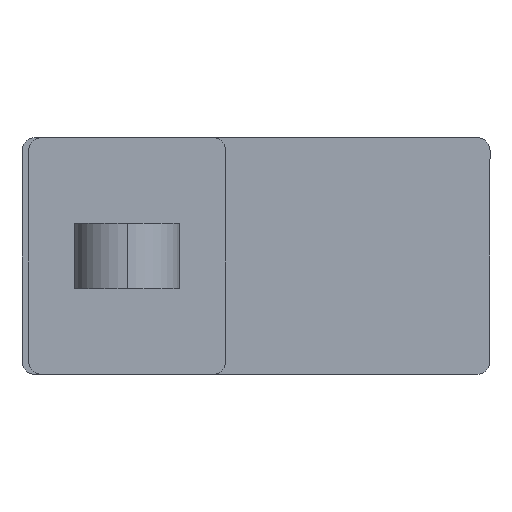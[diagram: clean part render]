
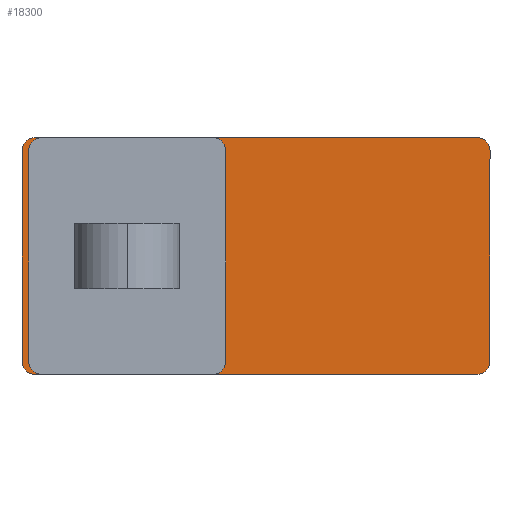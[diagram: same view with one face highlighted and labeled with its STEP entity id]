
A CAD part, front view. The second image highlights one B-rep face of the part: STEP entity #18300.
In plain terms, the highlighted planar face has unit normal (0, -1, 0).
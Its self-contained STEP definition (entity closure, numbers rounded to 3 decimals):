
#444 = AXIS2_PLACEMENT_3D ( 'NONE', #2896, #31102, #59064 ) ;
#621 = AXIS2_PLACEMENT_3D ( 'NONE', #66505, #67218, #27642 ) ;
#2200 = LINE ( 'NONE', #35483, #54777 ) ;
#2896 = CARTESIAN_POINT ( 'NONE',  ( 40., -100., -35. ) ) ;
#6476 = VERTEX_POINT ( 'NONE', #32543 ) ;
#7385 = LINE ( 'NONE', #29441, #35316 ) ;
#8813 = CARTESIAN_POINT ( 'NONE',  ( 40., -100., -40.003 ) ) ;
#9191 = CARTESIAN_POINT ( 'NONE',  ( -40., -100., 138.003 ) ) ;
#10839 = VECTOR ( 'NONE', #59702, 1000. ) ;
#11088 = CARTESIAN_POINT ( 'NONE',  ( 45.003, -100., -35. ) ) ;
#11606 = DIRECTION ( 'NONE',  ( 0., 0., -1. ) ) ;
#11922 = CIRCLE ( 'NONE', #444, 5.003 ) ;
#12063 = EDGE_CURVE ( 'NONE', #68359, #50699, #7385, .T. ) ;
#12187 = AXIS2_PLACEMENT_3D ( 'NONE', #50041, #42899, #28550 ) ;
#12690 = CARTESIAN_POINT ( 'NONE',  ( -45.003, -100., -35. ) ) ;
#12697 = ORIENTED_EDGE ( 'NONE', *, *, #34409, .T. ) ;
#14466 = CIRCLE ( 'NONE', #12187, 5.003 ) ;
#18300 = ADVANCED_FACE ( 'NONE', ( #38101 ), #43193, .T. ) ;
#21134 = EDGE_CURVE ( 'NONE', #6476, #32282, #37195, .T. ) ;
#22542 = EDGE_CURVE ( 'NONE', #50699, #6476, #14466, .T. ) ;
#23395 = ORIENTED_EDGE ( 'NONE', *, *, #21134, .T. ) ;
#24028 = DIRECTION ( 'NONE',  ( 0., 0., 1. ) ) ;
#24911 = VERTEX_POINT ( 'NONE', #60762 ) ;
#25430 = ORIENTED_EDGE ( 'NONE', *, *, #34282, .T. ) ;
#27642 = DIRECTION ( 'NONE',  ( 0., 0., -1. ) ) ;
#28550 = DIRECTION ( 'NONE',  ( 0., 0., -1. ) ) ;
#29441 = CARTESIAN_POINT ( 'NONE',  ( 45.003, -100., -35. ) ) ;
#30015 = DIRECTION ( 'NONE',  ( 0., 0., -1. ) ) ;
#30547 = VERTEX_POINT ( 'NONE', #12690 ) ;
#31102 = DIRECTION ( 'NONE',  ( 0., -1., 0. ) ) ;
#32282 = VERTEX_POINT ( 'NONE', #9191 ) ;
#32543 = CARTESIAN_POINT ( 'NONE',  ( 40., -100., 138.003 ) ) ;
#34059 = CIRCLE ( 'NONE', #621, 5.003 ) ;
#34282 = EDGE_CURVE ( 'NONE', #71223, #30547, #2200, .T. ) ;
#34409 = EDGE_CURVE ( 'NONE', #58194, #68359, #11922, .T. ) ;
#35316 = VECTOR ( 'NONE', #24028, 1000. ) ;
#35483 = CARTESIAN_POINT ( 'NONE',  ( -45.003, -100., 133. ) ) ;
#37195 = LINE ( 'NONE', #64798, #10839 ) ;
#37862 = EDGE_CURVE ( 'NONE', #30547, #24911, #61587, .T. ) ;
#38101 = FACE_OUTER_BOUND ( 'NONE', #46276, .T. ) ;
#39489 = CARTESIAN_POINT ( 'NONE',  ( -40., -100., -35. ) ) ;
#42025 = EDGE_CURVE ( 'NONE', #32282, #71223, #34059, .T. ) ;
#42899 = DIRECTION ( 'NONE',  ( 0., -1., 0. ) ) ;
#43193 = PLANE ( 'NONE',  #56745 ) ;
#44469 = ORIENTED_EDGE ( 'NONE', *, *, #42025, .T. ) ;
#45300 = DIRECTION ( 'NONE',  ( 0., -1., 0. ) ) ;
#46276 = EDGE_LOOP ( 'NONE', ( #12697, #54081, #63224, #23395, #44469, #25430, #56964, #70678 ) ) ;
#46580 = AXIS2_PLACEMENT_3D ( 'NONE', #39489, #45300, #11606 ) ;
#47657 = CARTESIAN_POINT ( 'NONE',  ( -40., -100., -40.003 ) ) ;
#49009 = DIRECTION ( 'NONE',  ( 0., -1., 0. ) ) ;
#50041 = CARTESIAN_POINT ( 'NONE',  ( 40., -100., 133. ) ) ;
#50384 = CARTESIAN_POINT ( 'NONE',  ( -45.003, -100., 133. ) ) ;
#50699 = VERTEX_POINT ( 'NONE', #64231 ) ;
#53444 = LINE ( 'NONE', #47657, #66278 ) ;
#54081 = ORIENTED_EDGE ( 'NONE', *, *, #12063, .T. ) ;
#54431 = CARTESIAN_POINT ( 'NONE',  ( 40., -100., -35. ) ) ;
#54777 = VECTOR ( 'NONE', #30015, 1000. ) ;
#56745 = AXIS2_PLACEMENT_3D ( 'NONE', #54431, #49009, #71108 ) ;
#56964 = ORIENTED_EDGE ( 'NONE', *, *, #37862, .T. ) ;
#58194 = VERTEX_POINT ( 'NONE', #8813 ) ;
#59064 = DIRECTION ( 'NONE',  ( 0., 0., -1. ) ) ;
#59702 = DIRECTION ( 'NONE',  ( -1., 0., 0. ) ) ;
#60762 = CARTESIAN_POINT ( 'NONE',  ( -40., -100., -40.003 ) ) ;
#61587 = CIRCLE ( 'NONE', #46580, 5.003 ) ;
#62227 = EDGE_CURVE ( 'NONE', #24911, #58194, #53444, .T. ) ;
#63224 = ORIENTED_EDGE ( 'NONE', *, *, #22542, .T. ) ;
#64231 = CARTESIAN_POINT ( 'NONE',  ( 45.003, -100., 133. ) ) ;
#64798 = CARTESIAN_POINT ( 'NONE',  ( 40., -100., 138.003 ) ) ;
#66278 = VECTOR ( 'NONE', #70115, 1000. ) ;
#66505 = CARTESIAN_POINT ( 'NONE',  ( -40., -100., 133. ) ) ;
#67218 = DIRECTION ( 'NONE',  ( 0., -1., 0. ) ) ;
#68359 = VERTEX_POINT ( 'NONE', #11088 ) ;
#70115 = DIRECTION ( 'NONE',  ( 1., 0., 0. ) ) ;
#70678 = ORIENTED_EDGE ( 'NONE', *, *, #62227, .T. ) ;
#71108 = DIRECTION ( 'NONE',  ( 0., 0., -1. ) ) ;
#71223 = VERTEX_POINT ( 'NONE', #50384 ) ;
